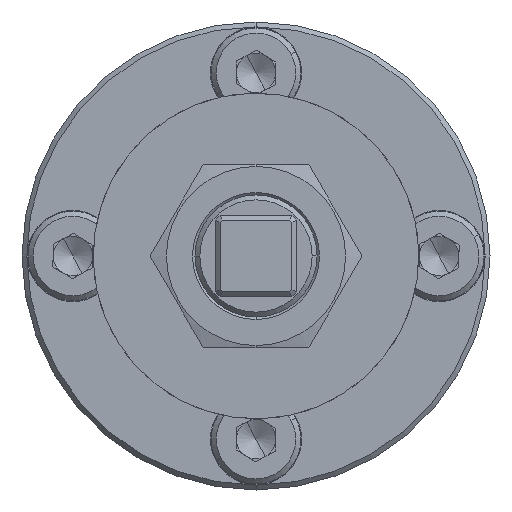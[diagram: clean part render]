
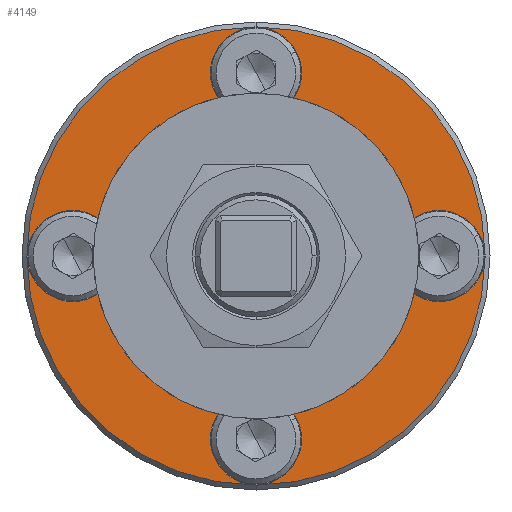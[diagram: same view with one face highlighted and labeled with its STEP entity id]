
A CAD part, front view. The second image highlights one B-rep face of the part: STEP entity #4149.
In plain terms, the highlighted planar face has unit normal (0, -1, 0).
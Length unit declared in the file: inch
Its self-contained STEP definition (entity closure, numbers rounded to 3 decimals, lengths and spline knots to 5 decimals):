
#23 = VERTEX_POINT ( 'NONE', #3622 ) ;
#69 = DIRECTION ( 'NONE',  ( 0., -1., 0. ) ) ;
#91 = VERTEX_POINT ( 'NONE', #2831 ) ;
#108 = DIRECTION ( 'NONE',  ( 0., 1., 0. ) ) ;
#131 = FACE_BOUND ( 'NONE', #1101, .T. ) ;
#208 = VERTEX_POINT ( 'NONE', #1417 ) ;
#211 = CARTESIAN_POINT ( 'NONE',  ( 0.5625, 0., 0.14 ) ) ;
#229 = EDGE_LOOP ( 'NONE', ( #3044, #774 ) ) ;
#265 = FACE_BOUND ( 'NONE', #229, .T. ) ;
#371 = EDGE_CURVE ( 'NONE', #1236, #23, #5013, .T. ) ;
#378 = EDGE_LOOP ( 'NONE', ( #4758, #3066 ) ) ;
#446 = VERTEX_POINT ( 'NONE', #211 ) ;
#451 = DIRECTION ( 'NONE',  ( 0., 0., -1. ) ) ;
#521 = CARTESIAN_POINT ( 'NONE',  ( 0., 0., 0.5625 ) ) ;
#526 = CARTESIAN_POINT ( 'NONE',  ( 0., 0., 0.4225 ) ) ;
#642 = VERTEX_POINT ( 'NONE', #2826 ) ;
#660 = ORIENTED_EDGE ( 'NONE', *, *, #5577, .T. ) ;
#758 = VERTEX_POINT ( 'NONE', #4049 ) ;
#768 = CIRCLE ( 'NONE', #938, 0.14 ) ;
#774 = ORIENTED_EDGE ( 'NONE', *, *, #1717, .T. ) ;
#787 = CARTESIAN_POINT ( 'NONE',  ( 0., 0., 0. ) ) ;
#863 = CARTESIAN_POINT ( 'NONE',  ( -0.5625, 0., 0. ) ) ;
#902 = CARTESIAN_POINT ( 'NONE',  ( 0., 0., 0. ) ) ;
#938 = AXIS2_PLACEMENT_3D ( 'NONE', #1588, #4587, #2009 ) ;
#941 = DIRECTION ( 'NONE',  ( 0., 0., -1. ) ) ;
#1045 = CIRCLE ( 'NONE', #5390, 0.14 ) ;
#1101 = EDGE_LOOP ( 'NONE', ( #660, #5150 ) ) ;
#1123 = FACE_BOUND ( 'NONE', #2715, .T. ) ;
#1137 = AXIS2_PLACEMENT_3D ( 'NONE', #521, #3523, #941 ) ;
#1226 = DIRECTION ( 'NONE',  ( 0., 0., 1. ) ) ;
#1236 = VERTEX_POINT ( 'NONE', #4895 ) ;
#1342 = EDGE_CURVE ( 'NONE', #2037, #446, #1461, .T. ) ;
#1353 = DIRECTION ( 'NONE',  ( 0., 0., -1. ) ) ;
#1364 = EDGE_CURVE ( 'NONE', #1653, #758, #3748, .T. ) ;
#1417 = CARTESIAN_POINT ( 'NONE',  ( 0., 0., -0.7035 ) ) ;
#1461 = CIRCLE ( 'NONE', #3954, 0.14 ) ;
#1588 = CARTESIAN_POINT ( 'NONE',  ( 0., 0., -0.5625 ) ) ;
#1589 = FACE_BOUND ( 'NONE', #378, .T. ) ;
#1595 = ORIENTED_EDGE ( 'NONE', *, *, #5401, .T. ) ;
#1615 = CARTESIAN_POINT ( 'NONE',  ( 0., 0., 0. ) ) ;
#1651 = CIRCLE ( 'NONE', #2674, 0.7035 ) ;
#1653 = VERTEX_POINT ( 'NONE', #5058 ) ;
#1712 = AXIS2_PLACEMENT_3D ( 'NONE', #2676, #108, #3104 ) ;
#1717 = EDGE_CURVE ( 'NONE', #758, #1653, #2126, .T. ) ;
#1743 = VERTEX_POINT ( 'NONE', #5044 ) ;
#1748 = DIRECTION ( 'NONE',  ( 0., 1., 0. ) ) ;
#1861 = AXIS2_PLACEMENT_3D ( 'NONE', #4779, #69, #3075 ) ;
#1970 = CIRCLE ( 'NONE', #1137, 0.14 ) ;
#2003 = EDGE_CURVE ( 'NONE', #446, #2037, #5348, .T. ) ;
#2009 = DIRECTION ( 'NONE',  ( 0., 0., -1. ) ) ;
#2032 = DIRECTION ( 'NONE',  ( 0., 0., -1. ) ) ;
#2037 = VERTEX_POINT ( 'NONE', #4250 ) ;
#2095 = VERTEX_POINT ( 'NONE', #3398 ) ;
#2126 = CIRCLE ( 'NONE', #3849, 0.2235 ) ;
#2251 = VERTEX_POINT ( 'NONE', #526 ) ;
#2256 = CARTESIAN_POINT ( 'NONE',  ( -0.5625, 0., 0. ) ) ;
#2270 = EDGE_CURVE ( 'NONE', #23, #1236, #2524, .T. ) ;
#2298 = CARTESIAN_POINT ( 'NONE',  ( 0., 0., -0.5625 ) ) ;
#2501 = CARTESIAN_POINT ( 'NONE',  ( 0., 0., 0. ) ) ;
#2521 = CARTESIAN_POINT ( 'NONE',  ( 0.5625, 0., 0. ) ) ;
#2524 = CIRCLE ( 'NONE', #3018, 0.14 ) ;
#2650 = CIRCLE ( 'NONE', #3259, 0.7035 ) ;
#2674 = AXIS2_PLACEMENT_3D ( 'NONE', #787, #3801, #1226 ) ;
#2676 = CARTESIAN_POINT ( 'NONE',  ( 0., 0., 0.5625 ) ) ;
#2682 = DIRECTION ( 'NONE',  ( 0., 0., -1. ) ) ;
#2715 = EDGE_LOOP ( 'NONE', ( #5153, #4388 ) ) ;
#2730 = DIRECTION ( 'NONE',  ( 0., 0., -1. ) ) ;
#2826 = CARTESIAN_POINT ( 'NONE',  ( 0., 0., -0.7025 ) ) ;
#2831 = CARTESIAN_POINT ( 'NONE',  ( 0., 0., 0.7025 ) ) ;
#2910 = ORIENTED_EDGE ( 'NONE', *, *, #371, .T. ) ;
#2933 = DIRECTION ( 'NONE',  ( 0., 0., 1. ) ) ;
#2942 = DIRECTION ( 'NONE',  ( 0., 0., -1. ) ) ;
#3018 = AXIS2_PLACEMENT_3D ( 'NONE', #2256, #5265, #2682 ) ;
#3044 = ORIENTED_EDGE ( 'NONE', *, *, #1364, .T. ) ;
#3066 = ORIENTED_EDGE ( 'NONE', *, *, #2003, .T. ) ;
#3075 = DIRECTION ( 'NONE',  ( 0., 0., -1. ) ) ;
#3101 = FACE_OUTER_BOUND ( 'NONE', #4926, .T. ) ;
#3104 = DIRECTION ( 'NONE',  ( 0., 0., -1. ) ) ;
#3176 = ORIENTED_EDGE ( 'NONE', *, *, #5400, .T. ) ;
#3259 = AXIS2_PLACEMENT_3D ( 'NONE', #2501, #5535, #2933 ) ;
#3398 = CARTESIAN_POINT ( 'NONE',  ( 0., 0., -0.4225 ) ) ;
#3427 = FACE_BOUND ( 'NONE', #4346, .T. ) ;
#3441 = DIRECTION ( 'NONE',  ( 0., 1., 0. ) ) ;
#3523 = DIRECTION ( 'NONE',  ( 0., 1., 0. ) ) ;
#3622 = CARTESIAN_POINT ( 'NONE',  ( -0.5625, 0., -0.14 ) ) ;
#3748 = CIRCLE ( 'NONE', #4248, 0.2235 ) ;
#3801 = DIRECTION ( 'NONE',  ( 0., -1., 0. ) ) ;
#3849 = AXIS2_PLACEMENT_3D ( 'NONE', #1615, #4626, #2032 ) ;
#3921 = DIRECTION ( 'NONE',  ( 0., 1., 0. ) ) ;
#3954 = AXIS2_PLACEMENT_3D ( 'NONE', #4343, #1748, #4773 ) ;
#4049 = CARTESIAN_POINT ( 'NONE',  ( 0., 0., 0.2235 ) ) ;
#4149 = ADVANCED_FACE ( 'NONE', ( #265, #3101, #131, #1589, #1123, #3427 ), #5239, .T. ) ;
#4199 = AXIS2_PLACEMENT_3D ( 'NONE', #2521, #5545, #2942 ) ;
#4248 = AXIS2_PLACEMENT_3D ( 'NONE', #902, #3921, #1353 ) ;
#4250 = CARTESIAN_POINT ( 'NONE',  ( 0.5625, 0., -0.14 ) ) ;
#4343 = CARTESIAN_POINT ( 'NONE',  ( 0.5625, 0., 0. ) ) ;
#4346 = EDGE_LOOP ( 'NONE', ( #4831, #2910 ) ) ;
#4388 = ORIENTED_EDGE ( 'NONE', *, *, #5169, .T. ) ;
#4587 = DIRECTION ( 'NONE',  ( 0., 1., 0. ) ) ;
#4626 = DIRECTION ( 'NONE',  ( 0., 1., 0. ) ) ;
#4758 = ORIENTED_EDGE ( 'NONE', *, *, #1342, .T. ) ;
#4773 = DIRECTION ( 'NONE',  ( 0., 0., -1. ) ) ;
#4779 = CARTESIAN_POINT ( 'NONE',  ( 0.2235, 0., 0. ) ) ;
#4831 = ORIENTED_EDGE ( 'NONE', *, *, #2270, .T. ) ;
#4895 = CARTESIAN_POINT ( 'NONE',  ( -0.5625, 0., 0.14 ) ) ;
#4926 = EDGE_LOOP ( 'NONE', ( #3176, #1595 ) ) ;
#5013 = CIRCLE ( 'NONE', #5363, 0.14 ) ;
#5044 = CARTESIAN_POINT ( 'NONE',  ( 0., 0., 0.7035 ) ) ;
#5058 = CARTESIAN_POINT ( 'NONE',  ( 0., 0., -0.2235 ) ) ;
#5150 = ORIENTED_EDGE ( 'NONE', *, *, #5552, .T. ) ;
#5153 = ORIENTED_EDGE ( 'NONE', *, *, #5289, .T. ) ;
#5169 = EDGE_CURVE ( 'NONE', #2095, #642, #1045, .T. ) ;
#5239 = PLANE ( 'NONE',  #1861 ) ;
#5265 = DIRECTION ( 'NONE',  ( 0., 1., 0. ) ) ;
#5289 = EDGE_CURVE ( 'NONE', #642, #2095, #768, .T. ) ;
#5316 = DIRECTION ( 'NONE',  ( 0., 1., 0. ) ) ;
#5348 = CIRCLE ( 'NONE', #4199, 0.14 ) ;
#5363 = AXIS2_PLACEMENT_3D ( 'NONE', #863, #3441, #451 ) ;
#5390 = AXIS2_PLACEMENT_3D ( 'NONE', #2298, #5316, #2730 ) ;
#5400 = EDGE_CURVE ( 'NONE', #1743, #208, #2650, .T. ) ;
#5401 = EDGE_CURVE ( 'NONE', #208, #1743, #1651, .T. ) ;
#5422 = CIRCLE ( 'NONE', #1712, 0.14 ) ;
#5535 = DIRECTION ( 'NONE',  ( 0., -1., 0. ) ) ;
#5545 = DIRECTION ( 'NONE',  ( 0., 1., 0. ) ) ;
#5552 = EDGE_CURVE ( 'NONE', #91, #2251, #1970, .T. ) ;
#5577 = EDGE_CURVE ( 'NONE', #2251, #91, #5422, .T. ) ;
